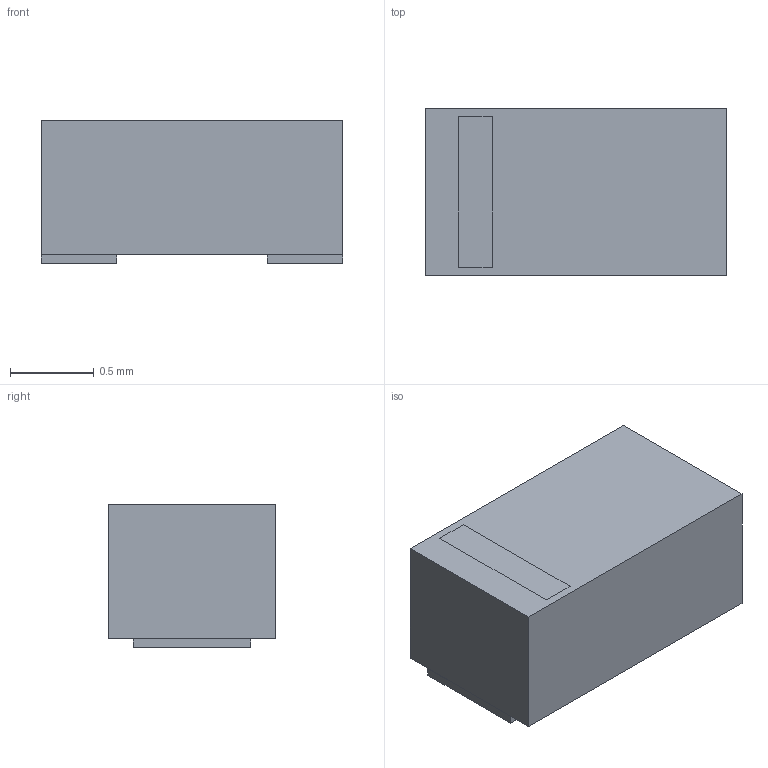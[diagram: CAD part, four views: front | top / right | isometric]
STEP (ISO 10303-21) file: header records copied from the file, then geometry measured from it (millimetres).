
FILE_DESCRIPTION((''),'2;1');
FILE_NAME('DFN170X90X85-2N.stp','2012-04-24T16:15:14',(''),(''),'Mechanical Desktop 2011','Mechanical Desktop 2011',', , ');
FILE_SCHEMA(('AUTOMOTIVE_DESIGN { 1 2 10303 214 1 1 1 1 }'));
Length unit declared in the file: millimetre
Products named in the file (1): Product
Bounding box: 1.8 x 1 x 0.85 mm (x, y, z)
Volume: 1.5 mm3; surface area: 10.6 mm2
Topology: 5 solids, 5 shells, 35 faces, 72 edges, 48 vertices
Faces by surface type: plane 35
Entity records: 961 total; most frequent: CARTESIAN_POINT 156, DIRECTION 144, ORIENTED_EDGE 144, VECTOR 72, LINE 72, EDGE_CURVE 72, VERTEX_POINT 48, AXIS2_PLACEMENT_3D 36
